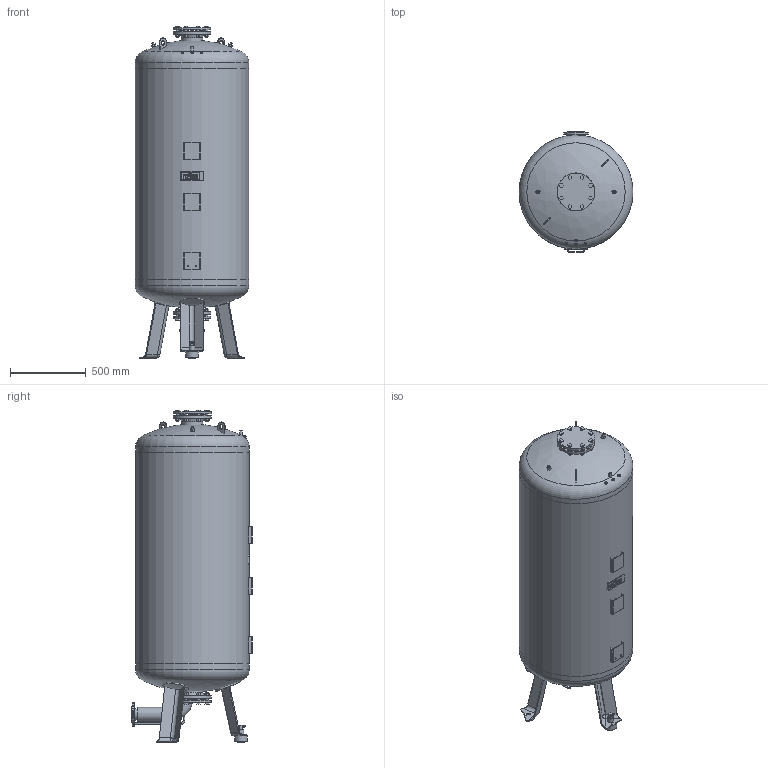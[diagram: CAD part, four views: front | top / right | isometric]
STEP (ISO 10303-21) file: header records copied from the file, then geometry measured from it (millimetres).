
FILE_DESCRIPTION(/* description */ (''),/* implementation_level */ '2;1');
FILE_NAME(/* name */ '3d_ReflexomatRG750_10bar-8654200.stp',/* time_stamp */ '2015-12-08T09:20:10+01:00',/* author */ ('Andrzej'),/* organization */ (''),/* preprocessor_version */ 'ST-DEVELOPER v15.5',/* originating_system */ 'AutoCAD Mechanical',/* authorisation */ '');
FILE_SCHEMA (('AUTOMOTIVE_DESIGN { 1 0 10303 214 3 1 1 }'));
Length unit declared in the file: millimetre
Products named in the file (1): Product
Bounding box: 750 x 795 x 2189 mm (x, y, z)
Volume: 745328438.1 mm3; surface area: 7928319.9 mm2
Topology: 46 solids, 46 shells, 818 faces, 1979 edges, 1313 vertices
Faces by surface type: plane 524, cylinder 224, cone 31, torus 18, sphere 18, bspline 3
Full cylindrical faces by diameter (mm): 5 x6, 8 x1, 9 x2, 10 x2, 13.5 x3, 14 x4, 15 x1, 16 x34, 17.2 x1, 18 x18, 19 x16, 30 x2, 37 x1, 76.1 x2, 83.883 x1, 92.1 x1, 139.7 x2, 160 x1, 250 x4, 750 x3
Entity records: 23745 total; most frequent: CARTESIAN_POINT 5039, DIRECTION 3872, ORIENTED_EDGE 3502, EDGE_CURVE 1751, AXIS2_PLACEMENT_3D 1341, VERTEX_POINT 1240, LINE 1190, VECTOR 1190
